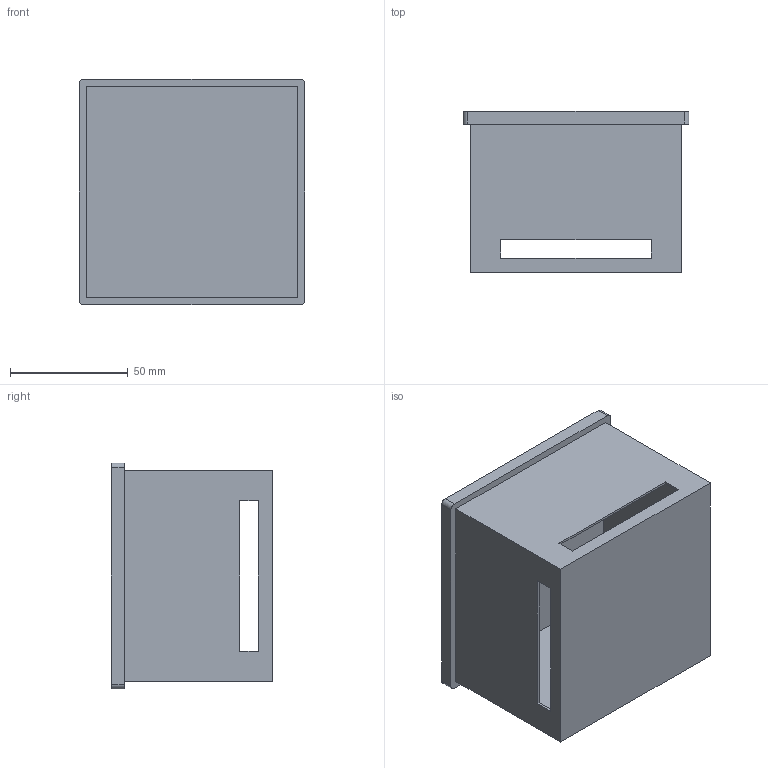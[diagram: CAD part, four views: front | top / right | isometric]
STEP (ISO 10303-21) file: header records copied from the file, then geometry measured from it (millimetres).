
FILE_DESCRIPTION(/* description */ (''),/* implementation_level */ '2;1');
FILE_NAME(/* name */ '2FTQ-x_2EVQ96-x_3D_24072020.stp',/* time_stamp */ '2020-07-24T13:37:47+02:00',/* author */ ('awb'),/* organization */ (''),/* preprocessor_version */ 'ST-DEVELOPER v18.1',/* originating_system */ 'Autodesk Inventor 2020',/* authorisation */ '');
FILE_SCHEMA (('AUTOMOTIVE_DESIGN { 1 0 10303 214 3 1 1 }'));
Length unit declared in the file: millimetre
Products named in the file (1): 2FTQ-x_2EVQ96-x
Bounding box: 96 x 68.5 x 96 mm (x, y, z)
Volume: 58543.1 mm3; surface area: 77890.2 mm2
Topology: 1 solids, 1 shells, 42 faces, 108 edges, 72 vertices
Faces by surface type: plane 38, cylinder 4
Entity records: 1313 total; most frequent: CARTESIAN_POINT 223, ORIENTED_EDGE 216, DIRECTION 202, EDGE_CURVE 108, LINE 100, VECTOR 100, VERTEX_POINT 72, EDGE_LOOP 52
